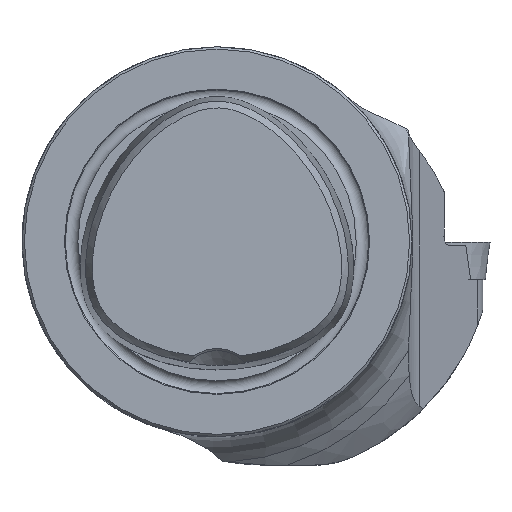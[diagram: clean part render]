
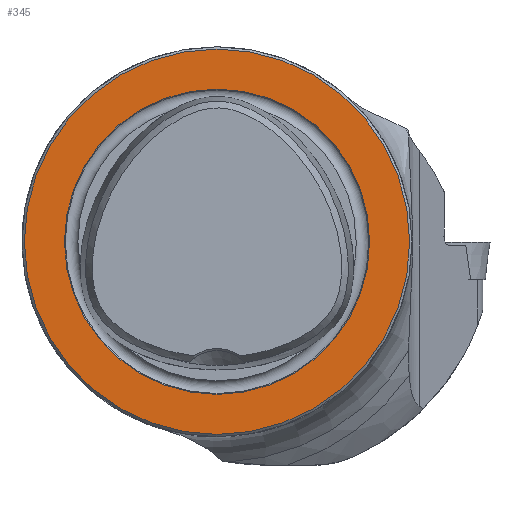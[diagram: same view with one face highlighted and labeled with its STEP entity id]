
A CAD part, top view. The second image highlights one B-rep face of the part: STEP entity #345.
In plain terms, the highlighted planar face has unit normal (0, 0, 1).
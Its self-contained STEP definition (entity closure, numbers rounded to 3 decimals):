
#345=ADVANCED_FACE('',(#442,#443),#400,.F.);
#400=PLANE('',#1437);
#442=FACE_BOUND('',#490,.T.);
#443=FACE_BOUND('',#491,.T.);
#490=EDGE_LOOP('',(#704));
#491=EDGE_LOOP('',(#705));
#704=ORIENTED_EDGE('',*,*,#1140,.F.);
#705=ORIENTED_EDGE('',*,*,#1139,.T.);
#998=VERTEX_POINT('',#7722);
#999=VERTEX_POINT('',#7725);
#1139=EDGE_CURVE('',#998,#998,#1209,.T.);
#1140=EDGE_CURVE('',#999,#999,#1210,.T.);
#1209=CIRCLE('',#1434,24.7);
#1210=CIRCLE('',#1436,19.564);
#1434=AXIS2_PLACEMENT_3D('',#7721,#1651,#1652);
#1436=AXIS2_PLACEMENT_3D('',#7724,#1655,#1656);
#1437=AXIS2_PLACEMENT_3D('',#7726,#1657,#1658);
#1651=DIRECTION('',(0.,0.,1.));
#1652=DIRECTION('',(1.,0.,0.));
#1655=DIRECTION('',(0.,0.,1.));
#1656=DIRECTION('',(1.,0.,0.));
#1657=DIRECTION('',(0.,0.,-1.));
#1658=DIRECTION('',(-1.,0.,0.));
#7721=CARTESIAN_POINT('',(0.,0.,0.));
#7722=CARTESIAN_POINT('',(24.7,0.,0.));
#7724=CARTESIAN_POINT('',(0.,0.,0.));
#7725=CARTESIAN_POINT('',(19.564,0.,0.));
#7726=CARTESIAN_POINT('',(0.,-24.7,0.));
